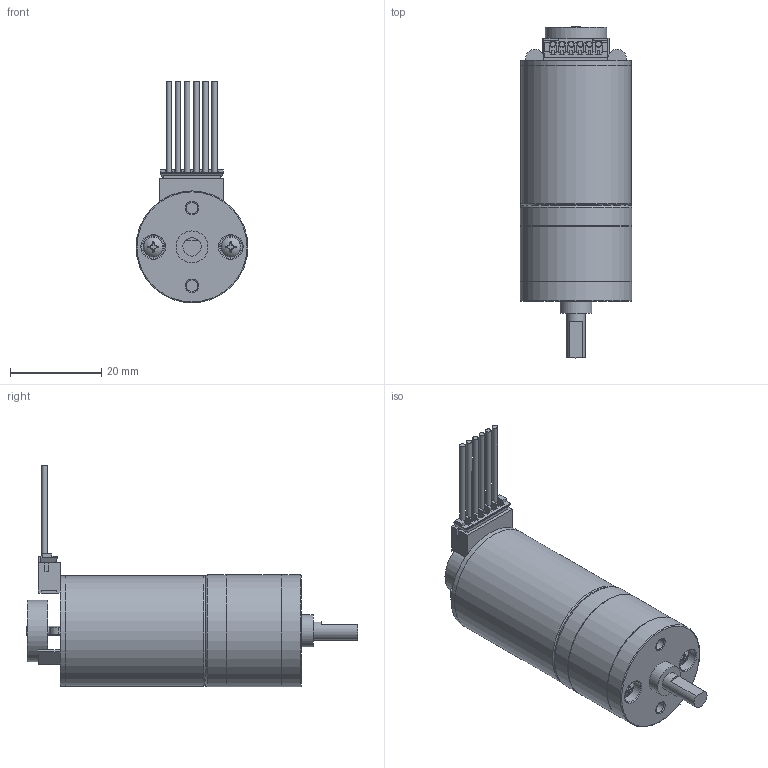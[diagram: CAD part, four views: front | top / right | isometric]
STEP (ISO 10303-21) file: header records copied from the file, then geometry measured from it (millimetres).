
FILE_DESCRIPTION(/* description */ (''),/* implementation_level */ '2;1');
FILE_NAME(/* name */ 'DC+motor+encoder-public-file-short.step',/* time_stamp */ '2026-01-11T10:03:53+01:00',/* author */ (''),/* organization */ (''),/* preprocessor_version */ 'ST-DEVELOPER v20.1',/* originating_system */ 'Autodesk Translation Framework v14.17.0.0',/* authorisation */ '');
FILE_SCHEMA (('AUTOMOTIVE_DESIGN { 1 0 10303 214 3 1 1 }'));
Length unit declared in the file: millimetre
Products named in the file (6): DC motor & encoder; 2025-10-27-17-38-08-854; 2025-10-27-17-35-19-516; 2025-10-27-17-41-43-207; 2025-10-27-17-50-48-762; PHR-6
Assembly tree (5 placements, depth 3):
  DC motor & encoder
    2025-10-27-17-38-08-854
      2025-10-27-17-35-19-516
    2025-10-27-17-41-43-207
    2025-10-27-17-50-48-762
      PHR-6
Bounding box: 24.5 x 72.7 x 48.55 mm (x, y, z)
Volume: 25755.3 mm3; surface area: 8682.2 mm2
Topology: 14 solids, 14 shells, 586 faces, 1590 edges, 1043 vertices
Faces by surface type: plane 499, cylinder 52, bspline 16, torus 9, cone 8, sphere 2
Full cylindrical faces by diameter (mm): 1.2 x6, 2 x2, 2.529 x2, 4 x2, 5 x2, 6 x2, 7 x1, 13.5 x1, 23.7 x1, 24.15 x2, 24.4 x2, 24.5 x3
Entity records: 18859 total; most frequent: CARTESIAN_POINT 3654, ORIENTED_EDGE 3180, DIRECTION 2916, EDGE_CURVE 1590, LINE 1346, VECTOR 1346, VERTEX_POINT 1043, AXIS2_PLACEMENT_3D 785
